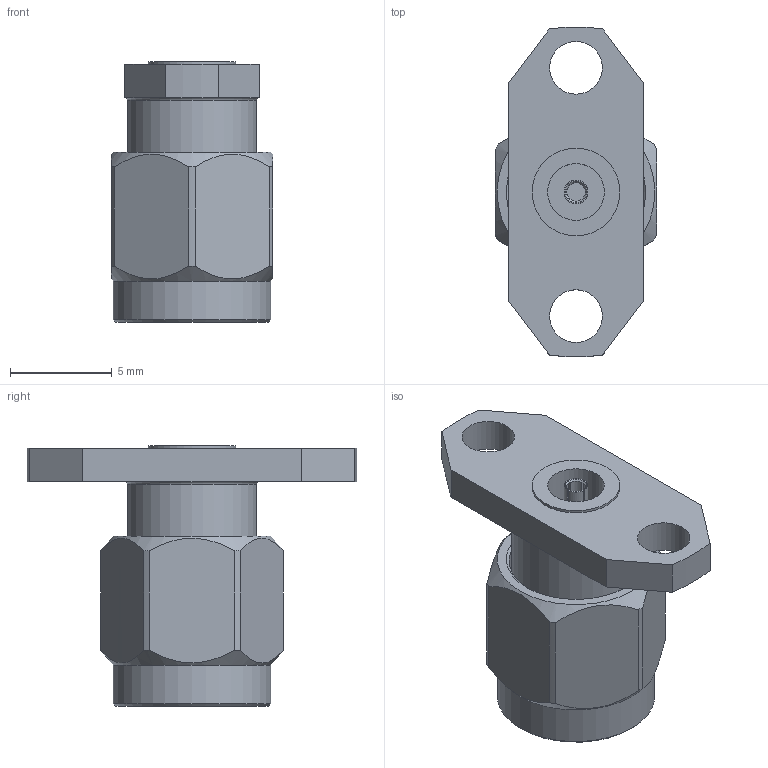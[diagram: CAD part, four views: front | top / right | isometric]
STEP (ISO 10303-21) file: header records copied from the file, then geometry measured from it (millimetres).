
FILE_DESCRIPTION (( 'STEP AP203' ), '1' );
FILE_NAME ('PE44032_3D.step', '2022-06-29T18:53:58', ( '' ), ( '' ), 'SwSTEP 2.0', 'SolidWorks 2021', '' );
FILE_SCHEMA (( 'CONFIG_CONTROL_DESIGN' ));
Length unit declared in the file: inch
Products named in the file (1): PE44032_3D
Bounding box: 7.94 x 16.23 x 12.83 mm (x, y, z)
Volume: 540.9 mm3; surface area: 843.5 mm2
Topology: 1 solids, 1 shells, 83 faces, 224 edges, 152 vertices
Faces by surface type: plane 41, cylinder 27, cone 10, bspline 4, torus 1
Full cylindrical faces by diameter (mm): 0.914 x1, 0.94 x1, 1.168 x1, 1.194 x1, 2.591 x2, 2.794 x1, 4.318 x1, 4.445 x1, 6.35 x7, 6.604 x1, 7.762 x1
Entity records: 3706 total; most frequent: CARTESIAN_POINT 1807, ORIENTED_EDGE 382, DIRECTION 348, EDGE_CURVE 191, VERTEX_POINT 145, AXIS2_PLACEMENT_3D 141, EDGE_LOOP 110, FACE_OUTER_BOUND 92
